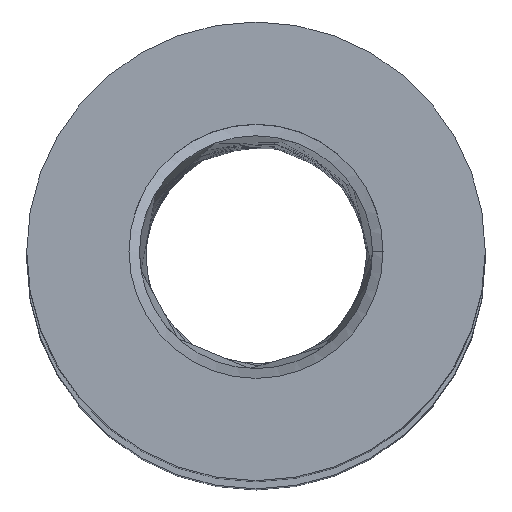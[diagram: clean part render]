
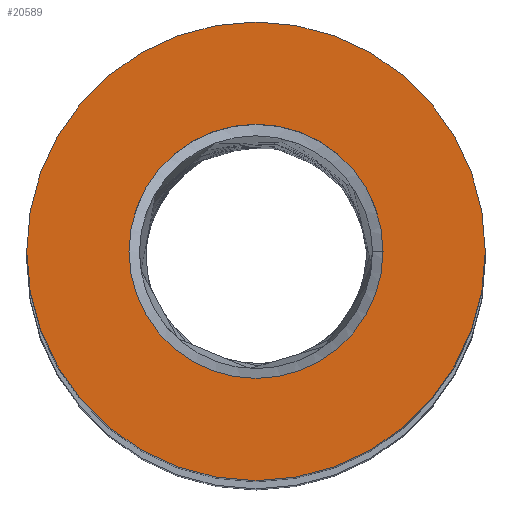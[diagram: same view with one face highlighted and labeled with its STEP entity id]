
A CAD part, top view. The second image highlights one B-rep face of the part: STEP entity #20589.
In plain terms, the highlighted face is planar.
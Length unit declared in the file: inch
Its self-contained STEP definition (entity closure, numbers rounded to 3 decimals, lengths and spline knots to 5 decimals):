
#20440=CARTESIAN_POINT('',(0.275,0.,0.));
#20441=DIRECTION('',(1.,0.,0.));
#20442=DIRECTION('',(0.,0.,-1.));
#20443=AXIS2_PLACEMENT_3D('',#20440,#20441,#20442);
#20445=CARTESIAN_POINT('',(0.275,0.,0.));
#20446=DIRECTION('',(1.,0.,0.));
#20447=DIRECTION('',(0.,0.,1.));
#20448=AXIS2_PLACEMENT_3D('',#20445,#20446,#20447);
#20450=CARTESIAN_POINT('',(0.275,0.,0.));
#20451=DIRECTION('',(1.,0.,0.));
#20452=DIRECTION('',(0.,1.,0.));
#20453=AXIS2_PLACEMENT_3D('',#20450,#20451,#20452);
#20455=CARTESIAN_POINT('',(0.275,0.,0.));
#20456=DIRECTION('',(1.,0.,0.));
#20457=DIRECTION('',(0.,-1.,0.));
#20458=AXIS2_PLACEMENT_3D('',#20455,#20456,#20457);
#20508=CARTESIAN_POINT('',(0.275,0.,-0.185));
#20509=CARTESIAN_POINT('',(0.275,0.,0.185));
#20510=VERTEX_POINT('',#20508);
#20511=VERTEX_POINT('',#20509);
#20524=CARTESIAN_POINT('',(0.275,0.1025,0.));
#20525=CARTESIAN_POINT('',(0.275,-0.1025,0.));
#20526=VERTEX_POINT('',#20524);
#20527=VERTEX_POINT('',#20525);
#20574=CARTESIAN_POINT('',(0.275,0.,0.));
#20575=DIRECTION('',(1.,0.,0.));
#20576=DIRECTION('',(0.,0.,-1.));
#20577=AXIS2_PLACEMENT_3D('',#20574,#20575,#20576);
#20578=PLANE('',#20577);
#20579=ORIENTED_EDGE('',*,*,#20554,.F.);
#20580=ORIENTED_EDGE('',*,*,#20568,.F.);
#20581=EDGE_LOOP('',(#20579,#20580));
#20582=FACE_OUTER_BOUND('',#20581,.F.);
#20584=ORIENTED_EDGE('',*,*,#20583,.T.);
#20586=ORIENTED_EDGE('',*,*,#20585,.T.);
#20587=EDGE_LOOP('',(#20584,#20586));
#20588=FACE_BOUND('',#20587,.F.);
#20589=ADVANCED_FACE('',(#20582,#20588),#20578,.T.);
#20444=CIRCLE('',#20443,0.185);
#20449=CIRCLE('',#20448,0.185);
#20454=CIRCLE('',#20453,0.1025);
#20459=CIRCLE('',#20458,0.1025);
#20554=EDGE_CURVE('',#20510,#20511,#20444,.T.);
#20568=EDGE_CURVE('',#20511,#20510,#20449,.T.);
#20583=EDGE_CURVE('',#20526,#20527,#20454,.T.);
#20585=EDGE_CURVE('',#20527,#20526,#20459,.T.);
